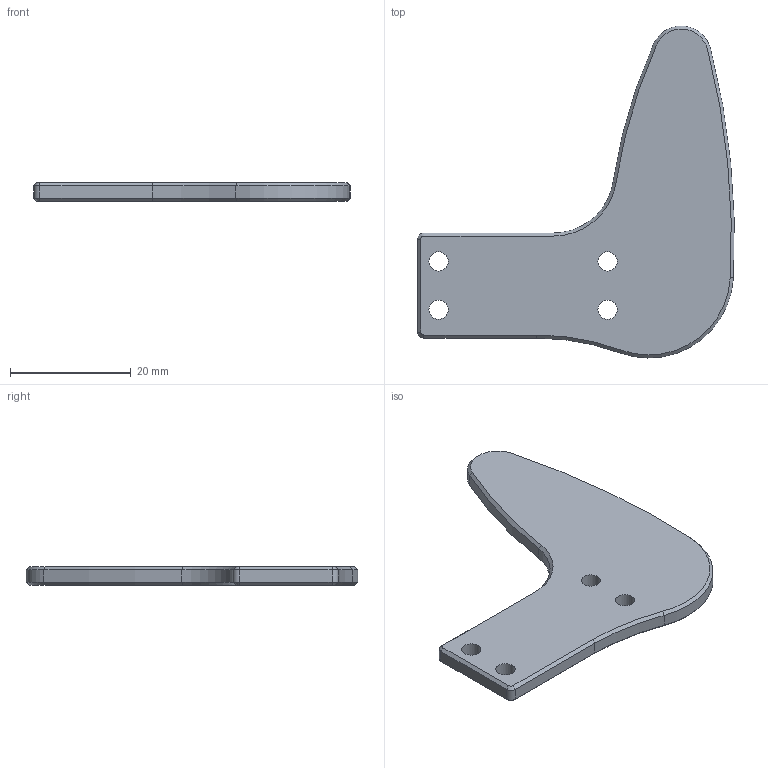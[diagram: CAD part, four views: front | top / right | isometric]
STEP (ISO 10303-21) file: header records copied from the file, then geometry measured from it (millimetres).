
FILE_DESCRIPTION(/* description */ (''),/* implementation_level */ '2;1');
FILE_NAME(/* name */ 'PE_FGT_ShifterPaddleR.step',/* time_stamp */ '2023-11-29T10:57:20+01:00',/* author */ (''),/* organization */ (''),/* preprocessor_version */ 'ST-DEVELOPER v20',/* originating_system */ 'Autodesk Translation Framework v12.14.0.127',/* authorisation */ '');
FILE_SCHEMA (('AUTOMOTIVE_DESIGN { 1 0 10303 214 3 1 1 }'));
Length unit declared in the file: millimetre
Products named in the file (1): ShifterPaddleR
Bounding box: 52.42 x 55 x 3 mm (x, y, z)
Volume: 4118.7 mm3; surface area: 3589 mm2
Topology: 1 solids, 1 shells, 41 faces, 92 edges, 54 vertices
Faces by surface type: cone 16, cylinder 13, plane 12
Full cylindrical faces by diameter (mm): 3.2 x4, 12.4 x1
Entity records: 1181 total; most frequent: DIRECTION 218, CARTESIAN_POINT 188, ORIENTED_EDGE 184, EDGE_CURVE 92, AXIS2_PLACEMENT_3D 84, VERTEX_POINT 54, EDGE_LOOP 50, LINE 50
